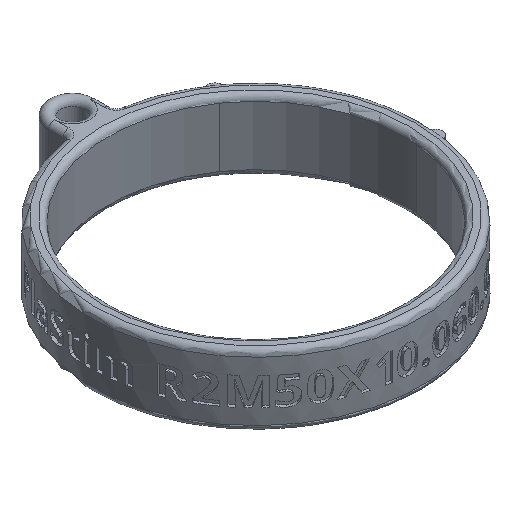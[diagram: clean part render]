
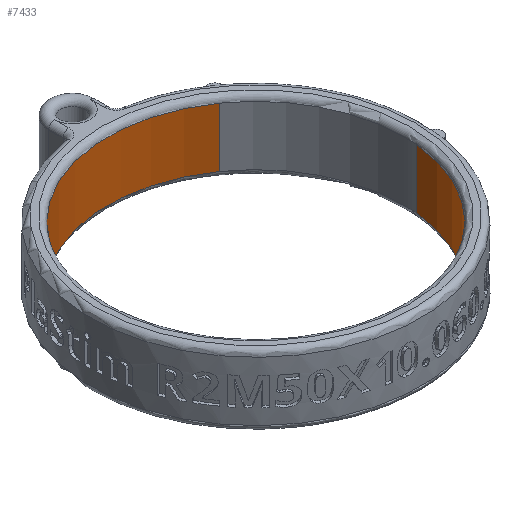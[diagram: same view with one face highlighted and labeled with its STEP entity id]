
A CAD part, isometric view. The second image highlights one B-rep face of the part: STEP entity #7433.
In plain terms, the highlighted cylindrical face has radius 25 mm (diameter 50 mm), a partial arc.
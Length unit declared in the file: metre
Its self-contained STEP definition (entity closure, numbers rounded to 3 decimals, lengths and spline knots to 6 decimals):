
#764=CYLINDRICAL_SURFACE('',#7907,0.025);
#855=CIRCLE('',#7896,0.025);
#862=CIRCLE('',#7904,0.025);
#1040=ORIENTED_EDGE('',*,*,#3391,.T.);
#1041=ORIENTED_EDGE('',*,*,#3408,.T.);
#1042=ORIENTED_EDGE('',*,*,#3403,.F.);
#1043=ORIENTED_EDGE('',*,*,#3409,.F.);
#3391=EDGE_CURVE('',#4574,#4576,#855,.T.);
#3403=EDGE_CURVE('',#4588,#4589,#862,.T.);
#3408=EDGE_CURVE('',#4576,#4589,#5367,.T.);
#3409=EDGE_CURVE('',#4574,#4588,#5368,.T.);
#4574=VERTEX_POINT('',#9790);
#4576=VERTEX_POINT('',#9794);
#4588=VERTEX_POINT('',#9819);
#4589=VERTEX_POINT('',#9821);
#5367=LINE('',#9829,#5850);
#5368=LINE('',#9830,#5851);
#5850=VECTOR('',#8403,1.);
#5851=VECTOR('',#8404,1.);
#6330=EDGE_LOOP('',(#1040,#1041,#1042,#1043));
#6815=FACE_BOUND('',#6330,.T.);
#7433=ADVANCED_FACE('',(#6815),#764,.F.);
#7896=AXIS2_PLACEMENT_3D('',#9795,#8371,#8372);
#7904=AXIS2_PLACEMENT_3D('',#9820,#8392,#8393);
#7907=AXIS2_PLACEMENT_3D('',#9828,#8401,#8402);
#8371=DIRECTION('',(0.,0.,1.));
#8372=DIRECTION('',(1.,0.,0.));
#8392=DIRECTION('',(0.,0.,1.));
#8393=DIRECTION('',(1.,0.,0.));
#8401=DIRECTION('',(0.,0.,-1.));
#8402=DIRECTION('',(-1.,0.,0.));
#8403=DIRECTION('',(0.,0.,-1.));
#8404=DIRECTION('',(0.,0.,-1.));
#9790=CARTESIAN_POINT('',(0.014339,0.020479,0.005));
#9794=CARTESIAN_POINT('',(0.024905,-0.002179,0.005));
#9795=CARTESIAN_POINT('',(0.,0.,0.005));
#9819=CARTESIAN_POINT('',(0.014339,0.020479,-0.005));
#9820=CARTESIAN_POINT('',(0.,0.,-0.005));
#9821=CARTESIAN_POINT('',(0.024905,-0.002179,-0.005));
#9828=CARTESIAN_POINT('',(0.,0.,0.005));
#9829=CARTESIAN_POINT('',(0.024905,-0.002179,0.005));
#9830=CARTESIAN_POINT('',(0.014339,0.020479,0.005));
